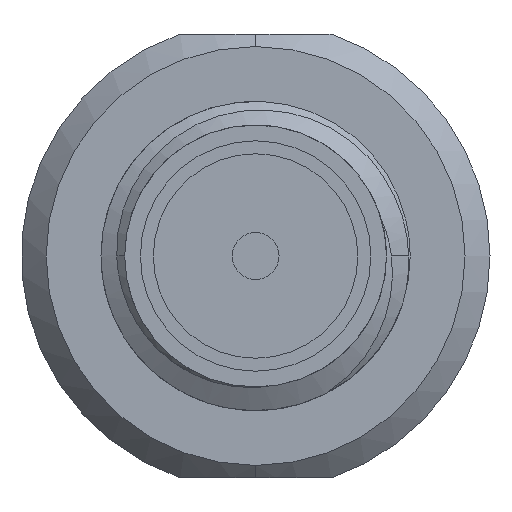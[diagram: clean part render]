
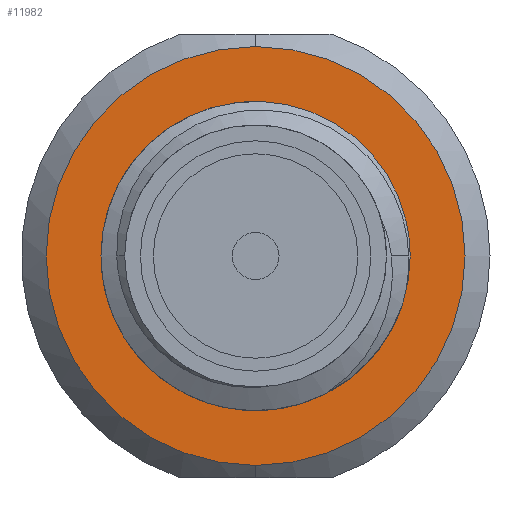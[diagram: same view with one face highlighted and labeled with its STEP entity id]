
A CAD part, left-side view. The second image highlights one B-rep face of the part: STEP entity #11982.
In plain terms, the highlighted face is planar.
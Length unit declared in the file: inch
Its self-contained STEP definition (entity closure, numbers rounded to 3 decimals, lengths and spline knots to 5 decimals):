
#115 = VERTEX_POINT ( 'NONE', #10732 ) ;
#422 = ORIENTED_EDGE ( 'NONE', *, *, #9310, .F. ) ;
#1021 = DIRECTION ( 'NONE',  ( 0., 1., 0. ) ) ;
#1203 = EDGE_CURVE ( 'NONE', #13108, #12521, #1995, .T. ) ;
#1308 = CARTESIAN_POINT ( 'NONE',  ( 0.47638, 0., 0. ) ) ;
#1995 = CIRCLE ( 'NONE', #8497, 0.10335 ) ;
#2481 = CARTESIAN_POINT ( 'NONE',  ( 0.47638, 0., 0. ) ) ;
#3663 = DIRECTION ( 'NONE',  ( -1., 0., 0. ) ) ;
#4080 = AXIS2_PLACEMENT_3D ( 'NONE', #6102, #9985, #1021 ) ;
#4905 = EDGE_LOOP ( 'NONE', ( #13199, #422 ) ) ;
#5334 = ORIENTED_EDGE ( 'NONE', *, *, #8327, .T. ) ;
#6063 = CARTESIAN_POINT ( 'NONE',  ( 0.47638, 0.10335, 0. ) ) ;
#6102 = CARTESIAN_POINT ( 'NONE',  ( 0.47638, 0., 0. ) ) ;
#6244 = CIRCLE ( 'NONE', #4080, 0.16535 ) ;
#6466 = FACE_BOUND ( 'NONE', #15051, .T. ) ;
#6718 = PLANE ( 'NONE',  #6738 ) ;
#6738 = AXIS2_PLACEMENT_3D ( 'NONE', #1308, #10686, #15591 ) ;
#6951 = CARTESIAN_POINT ( 'NONE',  ( 0.47638, 0., 0. ) ) ;
#8072 = FACE_OUTER_BOUND ( 'NONE', #4905, .T. ) ;
#8263 = CIRCLE ( 'NONE', #15716, 0.10335 ) ;
#8327 = EDGE_CURVE ( 'NONE', #12521, #13108, #8263, .T. ) ;
#8402 = DIRECTION ( 'NONE',  ( 0., 1., 0. ) ) ;
#8497 = AXIS2_PLACEMENT_3D ( 'NONE', #14129, #12941, #15395 ) ;
#8909 = CARTESIAN_POINT ( 'NONE',  ( 0.47638, 0., 0.16535 ) ) ;
#9310 = EDGE_CURVE ( 'NONE', #13189, #115, #10892, .T. ) ;
#9655 = DIRECTION ( 'NONE',  ( -1., 0., 0. ) ) ;
#9985 = DIRECTION ( 'NONE',  ( -1., 0., 0. ) ) ;
#10347 = AXIS2_PLACEMENT_3D ( 'NONE', #2481, #3663, #11364 ) ;
#10686 = DIRECTION ( 'NONE',  ( 1., 0., 0. ) ) ;
#10732 = CARTESIAN_POINT ( 'NONE',  ( 0.47638, 0., -0.16535 ) ) ;
#10892 = CIRCLE ( 'NONE', #10347, 0.16535 ) ;
#11281 = CARTESIAN_POINT ( 'NONE',  ( 0.47638, -0.10335, 0. ) ) ;
#11364 = DIRECTION ( 'NONE',  ( 0., 1., 0. ) ) ;
#11829 = ORIENTED_EDGE ( 'NONE', *, *, #1203, .T. ) ;
#11982 = ADVANCED_FACE ( 'NONE', ( #6466, #8072 ), #6718, .T. ) ;
#12521 = VERTEX_POINT ( 'NONE', #6063 ) ;
#12941 = DIRECTION ( 'NONE',  ( -1., 0., 0. ) ) ;
#13108 = VERTEX_POINT ( 'NONE', #11281 ) ;
#13189 = VERTEX_POINT ( 'NONE', #8909 ) ;
#13199 = ORIENTED_EDGE ( 'NONE', *, *, #13702, .F. ) ;
#13702 = EDGE_CURVE ( 'NONE', #115, #13189, #6244, .T. ) ;
#14129 = CARTESIAN_POINT ( 'NONE',  ( 0.47638, 0., 0. ) ) ;
#15051 = EDGE_LOOP ( 'NONE', ( #11829, #5334 ) ) ;
#15395 = DIRECTION ( 'NONE',  ( 0., 1., 0. ) ) ;
#15591 = DIRECTION ( 'NONE',  ( 0., 1., 0. ) ) ;
#15716 = AXIS2_PLACEMENT_3D ( 'NONE', #6951, #9655, #8402 ) ;
